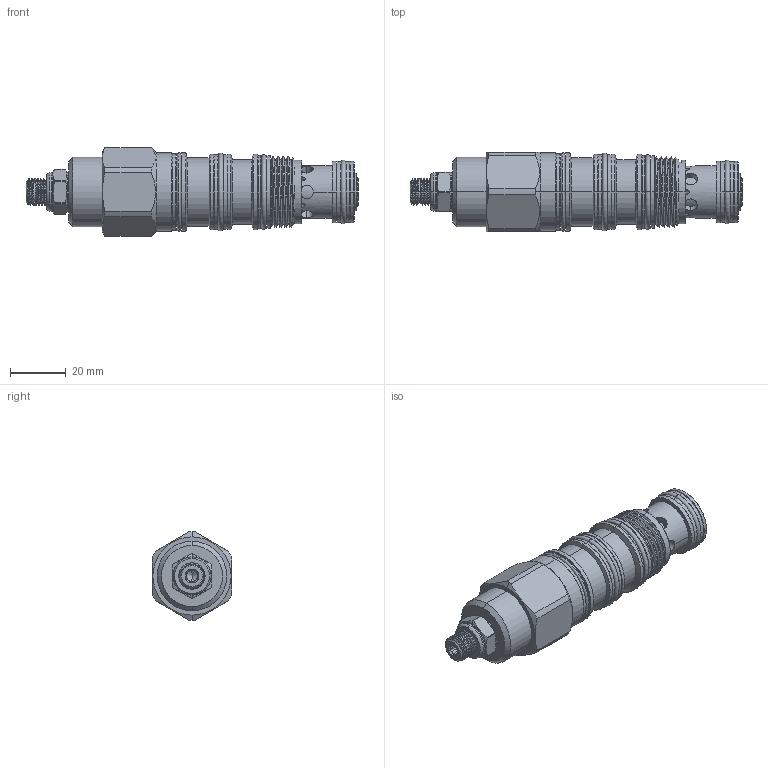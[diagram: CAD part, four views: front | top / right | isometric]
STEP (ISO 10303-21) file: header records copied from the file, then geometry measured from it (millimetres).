
FILE_DESCRIPTION (( 'STEP AP203' ), '1' );
FILE_NAME ('CW22A4A(4C)-L.STEP', '2016-05-19T03:03:36', ( '' ), ( '' ), 'SwSTEP 2.0', 'SolidWorks 2012', '' );
FILE_SCHEMA (( 'CONFIG_CONTROL_DESIGN' ));
Length unit declared in the file: millimetre
Products named in the file (1): CW22A4A(4C)-L
Bounding box: 119.63 x 28.57 x 31.8 mm (x, y, z)
Volume: 53797.1 mm3; surface area: 15409.5 mm2
Topology: 3 solids, 3 shells, 361 faces, 867 edges, 537 vertices
Faces by surface type: cylinder 181, plane 79, cone 46, torus 45, bspline 9, sphere 1
Entity records: 15521 total; most frequent: CARTESIAN_POINT 7302, DIRECTION 1727, ORIENTED_EDGE 1726, EDGE_CURVE 863, AXIS2_PLACEMENT_3D 741, VERTEX_POINT 536, EDGE_LOOP 395, CIRCLE 388
